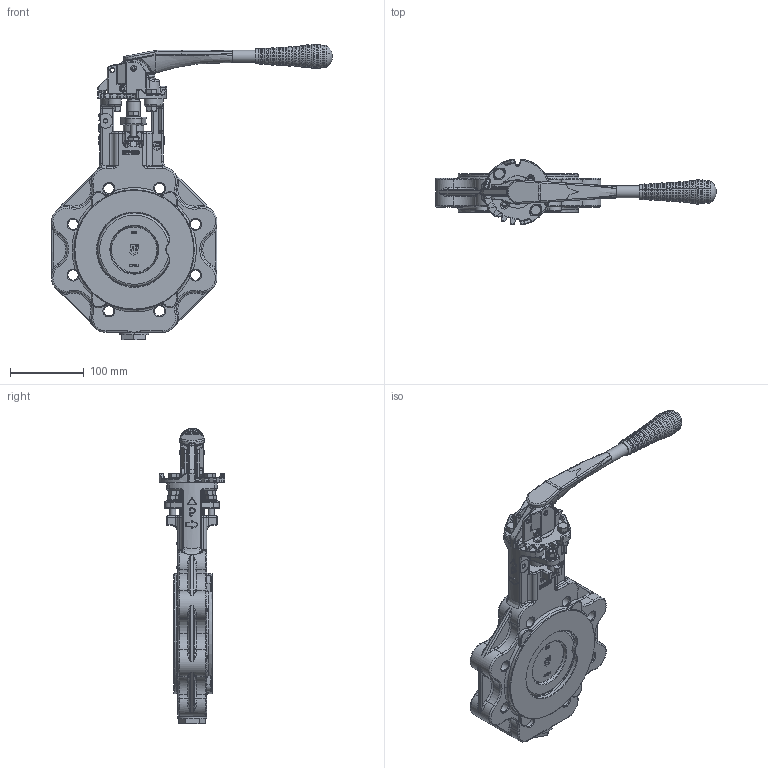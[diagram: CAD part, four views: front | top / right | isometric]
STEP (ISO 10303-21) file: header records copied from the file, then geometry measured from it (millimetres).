
FILE_DESCRIPTION(('HOOPS Exchange Step'),'2;1');
FILE_NAME('AK12_DN100_PN10-16_Hebel.stp','2024-11-22T10:31:10+01:00',('nieru'),('Unknown organisation'),'HOOPS Exchange 2024.2','HOOPS Exchange','Unknown authorisation');
FILE_SCHEMA( ('AP203_CONFIGURATION_CONTROLLED_3D_DESIGN_OF_MECHANICAL_PARTS_AND_ASSEMBLIES_MIM_LF') );
Length unit declared in the file: millimetre
Products named in the file (5): 0; root
Assembly tree (4 placements, depth 4):
  root
    0
    0
      0
        0
Bounding box: 381.68 x 89.18 x 401.75 mm (x, y, z)
Volume: 1774168.1 mm3; surface area: 295132.2 mm2
Topology: 41 solids, 41 shells, 2854 faces, 7017 edges, 4155 vertices
Faces by surface type: bspline 970, cylinder 709, plane 551, torus 410, cone 178, sphere 35, extrusion 1
Full cylindrical faces by diameter (mm): 2.5 x2, 3.325 x1, 4.812 x1, 5 x1, 5.661 x1, 6.8 x4, 8 x6, 9 x8, 9.199 x1, 9.5 x1, 13 x2, 14 x8, 15 x1, 15.643 x2, 16 x3, 18.203 x1, 20 x4, 27.5 x1, 102 x2, 104 x2, 163 x2
Entity records: 227009 total; most frequent: CARTESIAN_POINT 167203, ORIENTED_EDGE 13796, DIRECTION 9920, EDGE_CURVE 6898, VERTEX_POINT 4155, AXIS2_PLACEMENT_3D 4026, EDGE_LOOP 2971, FACE_BOUND 2971
